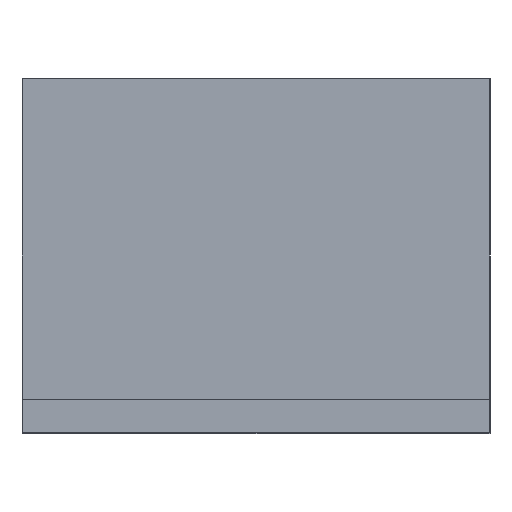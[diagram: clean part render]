
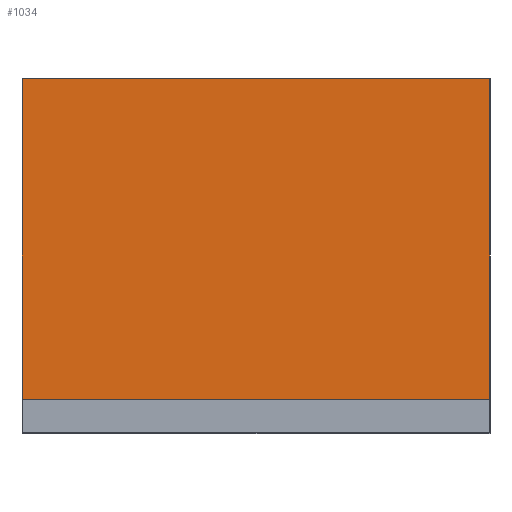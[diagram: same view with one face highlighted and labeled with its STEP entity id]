
A CAD part, left-side view. The second image highlights one B-rep face of the part: STEP entity #1034.
In plain terms, the highlighted planar face has unit normal (-1, 0, 0).
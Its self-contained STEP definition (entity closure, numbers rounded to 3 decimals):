
#23 = DIRECTION ( 'NONE',  ( 0., 0., -1. ) ) ;
#38 = AXIS2_PLACEMENT_3D ( 'NONE', #300, #925, #704 ) ;
#82 = LINE ( 'NONE', #296, #679 ) ;
#123 = VECTOR ( 'NONE', #356, 1000. ) ;
#132 = ORIENTED_EDGE ( 'NONE', *, *, #348, .F. ) ;
#230 = ORIENTED_EDGE ( 'NONE', *, *, #755, .T. ) ;
#296 = CARTESIAN_POINT ( 'NONE',  ( 0., 0., 0. ) ) ;
#300 = CARTESIAN_POINT ( 'NONE',  ( 0., 0., 0.48 ) ) ;
#327 = LINE ( 'NONE', #662, #503 ) ;
#348 = EDGE_CURVE ( 'NONE', #353, #1006, #666, .T. ) ;
#353 = VERTEX_POINT ( 'NONE', #867 ) ;
#356 = DIRECTION ( 'NONE',  ( 0., 0., -1. ) ) ;
#503 = VECTOR ( 'NONE', #23, 1000. ) ;
#562 = VERTEX_POINT ( 'NONE', #769 ) ;
#584 = CARTESIAN_POINT ( 'NONE',  ( 0., 0., 0.48 ) ) ;
#662 = CARTESIAN_POINT ( 'NONE',  ( 0., 0.7, 0.48 ) ) ;
#666 = LINE ( 'NONE', #1177, #123 ) ;
#679 = VECTOR ( 'NONE', #889, 1000. ) ;
#704 = DIRECTION ( 'NONE',  ( 0., 0., -1. ) ) ;
#725 = PLANE ( 'NONE',  #38 ) ;
#748 = VERTEX_POINT ( 'NONE', #990 ) ;
#755 = EDGE_CURVE ( 'NONE', #562, #1006, #82, .T. ) ;
#769 = CARTESIAN_POINT ( 'NONE',  ( 0., 0.7, 0. ) ) ;
#817 = CARTESIAN_POINT ( 'NONE',  ( 0., 0., 0. ) ) ;
#867 = CARTESIAN_POINT ( 'NONE',  ( 0., 0., 0.48 ) ) ;
#889 = DIRECTION ( 'NONE',  ( 0., -1., 0. ) ) ;
#893 = DIRECTION ( 'NONE',  ( 0., -1., 0. ) ) ;
#900 = FACE_OUTER_BOUND ( 'NONE', #1111, .T. ) ;
#925 = DIRECTION ( 'NONE',  ( 1., 0., 0. ) ) ;
#990 = CARTESIAN_POINT ( 'NONE',  ( 0., 0.7, 0.48 ) ) ;
#1006 = VERTEX_POINT ( 'NONE', #817 ) ;
#1034 = ADVANCED_FACE ( 'NONE', ( #900 ), #725, .F. ) ;
#1084 = LINE ( 'NONE', #584, #1240 ) ;
#1111 = EDGE_LOOP ( 'NONE', ( #230, #132, #1299, #1185 ) ) ;
#1177 = CARTESIAN_POINT ( 'NONE',  ( 0., 0., 0.48 ) ) ;
#1185 = ORIENTED_EDGE ( 'NONE', *, *, #1205, .T. ) ;
#1205 = EDGE_CURVE ( 'NONE', #748, #562, #327, .T. ) ;
#1240 = VECTOR ( 'NONE', #893, 1000. ) ;
#1256 = EDGE_CURVE ( 'NONE', #748, #353, #1084, .T. ) ;
#1299 = ORIENTED_EDGE ( 'NONE', *, *, #1256, .F. ) ;
